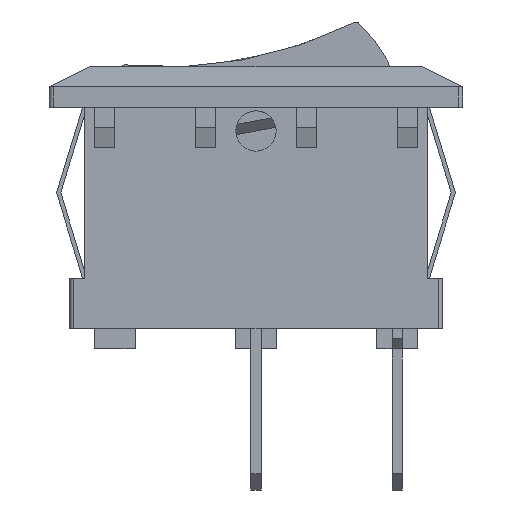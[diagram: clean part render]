
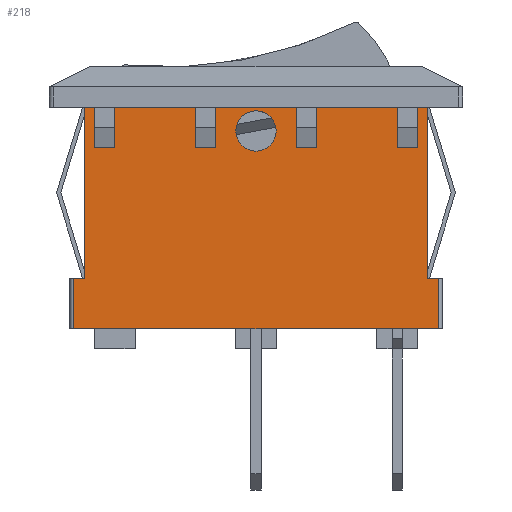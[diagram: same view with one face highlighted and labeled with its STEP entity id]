
A CAD part, front view. The second image highlights one B-rep face of the part: STEP entity #218.
In plain terms, the highlighted planar face has unit normal (0, -1, 0).
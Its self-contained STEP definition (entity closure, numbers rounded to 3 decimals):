
#218=ADVANCED_FACE('',(#806,#808),#810,.T.);
#806=FACE_BOUND('',#807,.T.);
#807=EDGE_LOOP('',(#1957,#1958,#1959,#1960,#1961,#1962,#1963,#1964,#1965,#1966,#1967,
#1968,#1969,#1970,#1971,#1972,#1973,#1974,#1975,#1976,#1977,#1978,#1979,#1980));
#808=FACE_BOUND('',#809,.T.);
#809=EDGE_LOOP('',(#1981));
#810=PLANE('',#811);
#811=AXIS2_PLACEMENT_3D('',#812,#813,#814);
#812=CARTESIAN_POINT('',(-9.25,-5.75,0.));
#813=DIRECTION('',(0.,-1.,0.));
#814=DIRECTION('',(1.,0.,0.));
#1957=ORIENTED_EDGE('',*,*,#2776,.F.);
#1958=ORIENTED_EDGE('',*,*,#2777,.F.);
#1959=ORIENTED_EDGE('',*,*,#2778,.F.);
#1960=ORIENTED_EDGE('',*,*,#2779,.F.);
#1961=ORIENTED_EDGE('',*,*,#2780,.F.);
#1962=ORIENTED_EDGE('',*,*,#2781,.F.);
#1963=ORIENTED_EDGE('',*,*,#2782,.F.);
#1964=ORIENTED_EDGE('',*,*,#2783,.F.);
#1965=ORIENTED_EDGE('',*,*,#2784,.F.);
#1966=ORIENTED_EDGE('',*,*,#2785,.F.);
#1967=ORIENTED_EDGE('',*,*,#2786,.F.);
#1968=ORIENTED_EDGE('',*,*,#2787,.F.);
#1969=ORIENTED_EDGE('',*,*,#2788,.F.);
#1970=ORIENTED_EDGE('',*,*,#2789,.F.);
#1971=ORIENTED_EDGE('',*,*,#2790,.F.);
#1972=ORIENTED_EDGE('',*,*,#2791,.F.);
#1973=ORIENTED_EDGE('',*,*,#2792,.F.);
#1974=ORIENTED_EDGE('',*,*,#2793,.F.);
#1975=ORIENTED_EDGE('',*,*,#2794,.F.);
#1976=ORIENTED_EDGE('',*,*,#2728,.T.);
#1977=ORIENTED_EDGE('',*,*,#2773,.T.);
#1978=ORIENTED_EDGE('',*,*,#2795,.F.);
#1979=ORIENTED_EDGE('',*,*,#2796,.T.);
#1980=ORIENTED_EDGE('',*,*,#2797,.F.);
#1981=ORIENTED_EDGE('',*,*,#2798,.T.);
#2728=EDGE_CURVE('',#3224,#3221,#3225,.T.);
#2773=EDGE_CURVE('',#3221,#3293,#3294,.T.);
#2776=EDGE_CURVE('',#3298,#3299,#3300,.F.);
#2777=EDGE_CURVE('',#3301,#3298,#3302,.F.);
#2778=EDGE_CURVE('',#3303,#3301,#3304,.F.);
#2779=EDGE_CURVE('',#3305,#3303,#3306,.F.);
#2780=EDGE_CURVE('',#3307,#3305,#3308,.F.);
#2781=EDGE_CURVE('',#3309,#3307,#3310,.F.);
#2782=EDGE_CURVE('',#3311,#3309,#3312,.F.);
#2783=EDGE_CURVE('',#3313,#3311,#3314,.F.);
#2784=EDGE_CURVE('',#3315,#3313,#3316,.F.);
#2785=EDGE_CURVE('',#3317,#3315,#3318,.F.);
#2786=EDGE_CURVE('',#3319,#3317,#3320,.F.);
#2787=EDGE_CURVE('',#3321,#3319,#3322,.F.);
#2788=EDGE_CURVE('',#3323,#3321,#3324,.F.);
#2789=EDGE_CURVE('',#3325,#3323,#3326,.F.);
#2790=EDGE_CURVE('',#3327,#3325,#3328,.F.);
#2791=EDGE_CURVE('',#3329,#3327,#3330,.F.);
#2792=EDGE_CURVE('',#3331,#3329,#3332,.T.);
#2793=EDGE_CURVE('',#3333,#3331,#3334,.T.);
#2794=EDGE_CURVE('',#3224,#3333,#3335,.T.);
#2795=EDGE_CURVE('',#3336,#3293,#3337,.T.);
#2796=EDGE_CURVE('',#3336,#3338,#3339,.T.);
#2797=EDGE_CURVE('',#3299,#3338,#3340,.F.);
#2798=EDGE_CURVE('',#3341,#3341,#3342,.F.);
#3221=VERTEX_POINT('',#4079);
#3224=VERTEX_POINT('',#4085);
#3225=LINE('',#4086,#4087);
#3293=VERTEX_POINT('',#4249);
#3294=LINE('',#4250,#4251);
#3298=VERTEX_POINT('',#4261);
#3299=VERTEX_POINT('',#4262);
#3300=LINE('',#4263,#4264);
#3301=VERTEX_POINT('',#4266);
#3302=LINE('',#4267,#4268);
#3303=VERTEX_POINT('',#4270);
#3304=LINE('',#4271,#4272);
#3305=VERTEX_POINT('',#4274);
#3306=LINE('',#4275,#4276);
#3307=VERTEX_POINT('',#4278);
#3308=LINE('',#4279,#4280);
#3309=VERTEX_POINT('',#4282);
#3310=LINE('',#4283,#4284);
#3311=VERTEX_POINT('',#4286);
#3312=LINE('',#4287,#4288);
#3313=VERTEX_POINT('',#4290);
#3314=LINE('',#4291,#4292);
#3315=VERTEX_POINT('',#4294);
#3316=LINE('',#4295,#4296);
#3317=VERTEX_POINT('',#4298);
#3318=LINE('',#4299,#4300);
#3319=VERTEX_POINT('',#4302);
#3320=LINE('',#4303,#4304);
#3321=VERTEX_POINT('',#4306);
#3322=LINE('',#4307,#4308);
#3323=VERTEX_POINT('',#4310);
#3324=LINE('',#4311,#4312);
#3325=VERTEX_POINT('',#4314);
#3326=LINE('',#4315,#4316);
#3327=VERTEX_POINT('',#4318);
#3328=LINE('',#4319,#4320);
#3329=VERTEX_POINT('',#4322);
#3330=LINE('',#4323,#4324);
#3331=VERTEX_POINT('',#4326);
#3332=LINE('',#4327,#4328);
#3333=VERTEX_POINT('',#4330);
#3334=LINE('',#4331,#4332);
#3335=LINE('',#4334,#4335);
#3336=VERTEX_POINT('',#4337);
#3337=LINE('',#4338,#4339);
#3338=VERTEX_POINT('',#4341);
#3339=LINE('',#4342,#4343);
#3340=LINE('',#4345,#4346);
#3341=VERTEX_POINT('',#4348);
#3342=CIRCLE('',#4349,1.);
#4079=CARTESIAN_POINT('',(9.05,-5.75,0.));
#4085=CARTESIAN_POINT('',(-9.05,-5.75,0.));
#4086=CARTESIAN_POINT('',(-9.05,-5.75,0.));
#4087=VECTOR('',#4088,1.);
#4088=DIRECTION('',(1.,0.,0.));
#4249=CARTESIAN_POINT('',(9.05,-5.75,2.5));
#4250=CARTESIAN_POINT('',(9.05,-5.75,0.));
#4251=VECTOR('',#4252,1.);
#4252=DIRECTION('',(0.,0.,1.));
#4261=CARTESIAN_POINT('',(8.,-5.75,9.));
#4262=CARTESIAN_POINT('',(8.,-5.75,11.));
#4263=CARTESIAN_POINT('',(8.,-5.75,11.));
#4264=VECTOR('',#4265,1.);
#4265=DIRECTION('',(0.,0.,-1.));
#4266=CARTESIAN_POINT('',(7.,-5.75,9.));
#4267=CARTESIAN_POINT('',(8.,-5.75,9.));
#4268=VECTOR('',#4269,1.);
#4269=DIRECTION('',(-1.,0.,0.));
#4270=CARTESIAN_POINT('',(7.,-5.75,11.));
#4271=CARTESIAN_POINT('',(7.,-5.75,9.));
#4272=VECTOR('',#4273,1.);
#4273=DIRECTION('',(0.,0.,1.));
#4274=CARTESIAN_POINT('',(3.,-5.75,11.));
#4275=CARTESIAN_POINT('',(7.,-5.75,11.));
#4276=VECTOR('',#4277,1.);
#4277=DIRECTION('',(-1.,0.,0.));
#4278=CARTESIAN_POINT('',(3.,-5.75,9.));
#4279=CARTESIAN_POINT('',(3.,-5.75,11.));
#4280=VECTOR('',#4281,1.);
#4281=DIRECTION('',(0.,0.,-1.));
#4282=CARTESIAN_POINT('',(2.,-5.75,9.));
#4283=CARTESIAN_POINT('',(3.,-5.75,9.));
#4284=VECTOR('',#4285,1.);
#4285=DIRECTION('',(-1.,0.,0.));
#4286=CARTESIAN_POINT('',(2.,-5.75,11.));
#4287=CARTESIAN_POINT('',(2.,-5.75,9.));
#4288=VECTOR('',#4289,1.);
#4289=DIRECTION('',(0.,0.,1.));
#4290=CARTESIAN_POINT('',(-2.,-5.75,11.));
#4291=CARTESIAN_POINT('',(2.,-5.75,11.));
#4292=VECTOR('',#4293,1.);
#4293=DIRECTION('',(-1.,0.,0.));
#4294=CARTESIAN_POINT('',(-2.,-5.75,9.));
#4295=CARTESIAN_POINT('',(-2.,-5.75,11.));
#4296=VECTOR('',#4297,1.);
#4297=DIRECTION('',(0.,0.,-1.));
#4298=CARTESIAN_POINT('',(-3.,-5.75,9.));
#4299=CARTESIAN_POINT('',(-2.,-5.75,9.));
#4300=VECTOR('',#4301,1.);
#4301=DIRECTION('',(-1.,0.,0.));
#4302=CARTESIAN_POINT('',(-3.,-5.75,11.));
#4303=CARTESIAN_POINT('',(-3.,-5.75,9.));
#4304=VECTOR('',#4305,1.);
#4305=DIRECTION('',(0.,0.,1.));
#4306=CARTESIAN_POINT('',(-7.,-5.75,11.));
#4307=CARTESIAN_POINT('',(-3.,-5.75,11.));
#4308=VECTOR('',#4309,1.);
#4309=DIRECTION('',(-1.,0.,0.));
#4310=CARTESIAN_POINT('',(-7.,-5.75,9.));
#4311=CARTESIAN_POINT('',(-7.,-5.75,11.));
#4312=VECTOR('',#4313,1.);
#4313=DIRECTION('',(0.,0.,-1.));
#4314=CARTESIAN_POINT('',(-8.,-5.75,9.));
#4315=CARTESIAN_POINT('',(-7.,-5.75,9.));
#4316=VECTOR('',#4317,1.);
#4317=DIRECTION('',(-1.,0.,0.));
#4318=CARTESIAN_POINT('',(-8.,-5.75,11.));
#4319=CARTESIAN_POINT('',(-8.,-5.75,9.));
#4320=VECTOR('',#4321,1.);
#4321=DIRECTION('',(0.,0.,1.));
#4322=CARTESIAN_POINT('',(-8.5,-5.75,11.));
#4323=CARTESIAN_POINT('',(-8.,-5.75,11.));
#4324=VECTOR('',#4325,1.);
#4325=DIRECTION('',(-1.,0.,0.));
#4326=CARTESIAN_POINT('',(-8.5,-5.75,2.5));
#4327=CARTESIAN_POINT('',(-8.5,-5.75,2.5));
#4328=VECTOR('',#4329,1.);
#4329=DIRECTION('',(0.,0.,1.));
#4330=CARTESIAN_POINT('',(-9.05,-5.75,2.5));
#4331=CARTESIAN_POINT('',(-9.05,-5.75,2.5));
#4332=VECTOR('',#4333,1.);
#4333=DIRECTION('',(1.,0.,0.));
#4334=CARTESIAN_POINT('',(-9.05,-5.75,0.));
#4335=VECTOR('',#4336,1.);
#4336=DIRECTION('',(0.,0.,1.));
#4337=CARTESIAN_POINT('',(8.5,-5.75,2.5));
#4338=CARTESIAN_POINT('',(8.5,-5.75,2.5));
#4339=VECTOR('',#4340,1.);
#4340=DIRECTION('',(1.,0.,0.));
#4341=CARTESIAN_POINT('',(8.5,-5.75,11.));
#4342=CARTESIAN_POINT('',(8.5,-5.75,2.5));
#4343=VECTOR('',#4344,1.);
#4344=DIRECTION('',(0.,0.,1.));
#4345=CARTESIAN_POINT('',(8.5,-5.75,11.));
#4346=VECTOR('',#4347,1.);
#4347=DIRECTION('',(-1.,0.,0.));
#4348=CARTESIAN_POINT('',(1.,-5.75,9.813));
#4349=AXIS2_PLACEMENT_3D('',#4350,#4351,#4352);
#4350=CARTESIAN_POINT('',(0.,-5.75,9.813));
#4351=DIRECTION('',(0.,-1.,0.));
#4352=DIRECTION('',(1.,0.,0.));
